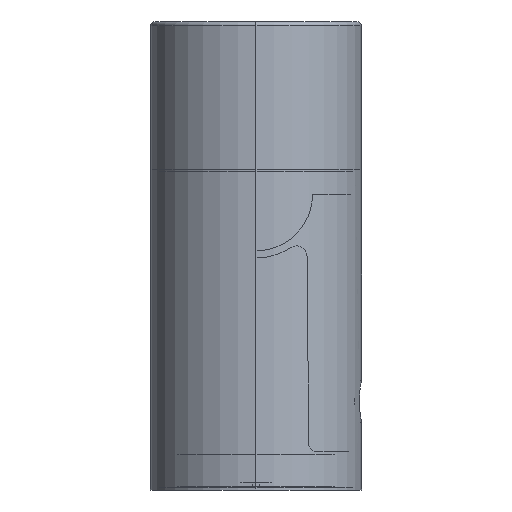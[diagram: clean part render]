
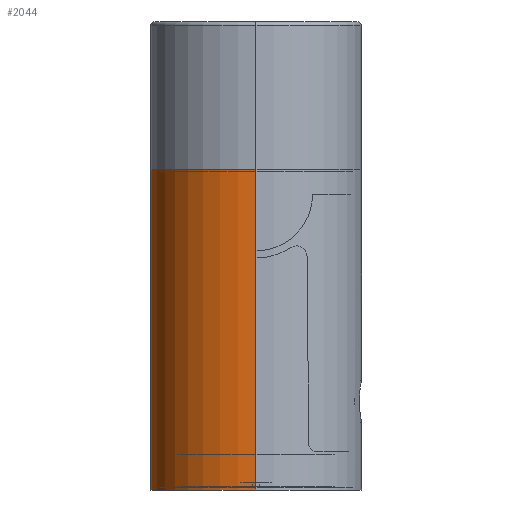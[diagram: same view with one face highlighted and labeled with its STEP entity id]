
A CAD part, left-side view. The second image highlights one B-rep face of the part: STEP entity #2044.
In plain terms, the highlighted cylindrical face has radius 15 mm (diameter 30 mm), a partial arc.
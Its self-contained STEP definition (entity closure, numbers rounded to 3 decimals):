
#21 = CIRCLE ( 'NONE', #2211, 15. ) ;
#130 = EDGE_CURVE ( 'NONE', #1978, #2295, #3340, .T. ) ;
#211 = VECTOR ( 'NONE', #231, 1000. ) ;
#231 = DIRECTION ( 'NONE',  ( 0., 0., -1. ) ) ;
#316 = VERTEX_POINT ( 'NONE', #2104 ) ;
#339 = EDGE_CURVE ( 'NONE', #316, #1799, #21, .T. ) ;
#369 = CARTESIAN_POINT ( 'NONE',  ( -270., 0., -10.5 ) ) ;
#438 = CARTESIAN_POINT ( 'NONE',  ( -300., 0., -90.88 ) ) ;
#464 = EDGE_LOOP ( 'NONE', ( #1793, #1419, #1699, #2732 ) ) ;
#493 = FACE_OUTER_BOUND ( 'NONE', #464, .T. ) ;
#544 = AXIS2_PLACEMENT_3D ( 'NONE', #1081, #1705, #2293 ) ;
#675 = EDGE_CURVE ( 'NONE', #2295, #1799, #2333, .T. ) ;
#681 = VECTOR ( 'NONE', #2193, 1000. ) ;
#1017 = CARTESIAN_POINT ( 'NONE',  ( -300., 0., -10.5 ) ) ;
#1081 = CARTESIAN_POINT ( 'NONE',  ( -285., 0., -90.88 ) ) ;
#1286 = LINE ( 'NONE', #438, #681 ) ;
#1419 = ORIENTED_EDGE ( 'NONE', *, *, #675, .T. ) ;
#1433 = CARTESIAN_POINT ( 'NONE',  ( -270., 0., -90.88 ) ) ;
#1699 = ORIENTED_EDGE ( 'NONE', *, *, #339, .F. ) ;
#1705 = DIRECTION ( 'NONE',  ( 0., 0., -1. ) ) ;
#1793 = ORIENTED_EDGE ( 'NONE', *, *, #130, .T. ) ;
#1799 = VERTEX_POINT ( 'NONE', #1996 ) ;
#1855 = DIRECTION ( 'NONE',  ( -1., 0., 0. ) ) ;
#1978 = VERTEX_POINT ( 'NONE', #1017 ) ;
#1996 = CARTESIAN_POINT ( 'NONE',  ( -270., 0., -56. ) ) ;
#2044 = ADVANCED_FACE ( 'NONE', ( #493 ), #2223, .T. ) ;
#2104 = CARTESIAN_POINT ( 'NONE',  ( -300., 0., -56. ) ) ;
#2193 = DIRECTION ( 'NONE',  ( 0., 0., -1. ) ) ;
#2211 = AXIS2_PLACEMENT_3D ( 'NONE', #2750, #3021, #1855 ) ;
#2223 = CYLINDRICAL_SURFACE ( 'NONE', #544, 15. ) ;
#2293 = DIRECTION ( 'NONE',  ( -1., 0., 0. ) ) ;
#2295 = VERTEX_POINT ( 'NONE', #369 ) ;
#2305 = DIRECTION ( 'NONE',  ( -1., 0., 0. ) ) ;
#2333 = LINE ( 'NONE', #1433, #211 ) ;
#2668 = AXIS2_PLACEMENT_3D ( 'NONE', #3499, #3798, #2305 ) ;
#2732 = ORIENTED_EDGE ( 'NONE', *, *, #3506, .F. ) ;
#2750 = CARTESIAN_POINT ( 'NONE',  ( -285., 0., -56. ) ) ;
#3021 = DIRECTION ( 'NONE',  ( 0., 0., -1. ) ) ;
#3340 = CIRCLE ( 'NONE', #2668, 15. ) ;
#3499 = CARTESIAN_POINT ( 'NONE',  ( -285., 0., -10.5 ) ) ;
#3506 = EDGE_CURVE ( 'NONE', #1978, #316, #1286, .T. ) ;
#3798 = DIRECTION ( 'NONE',  ( 0., 0., -1. ) ) ;
